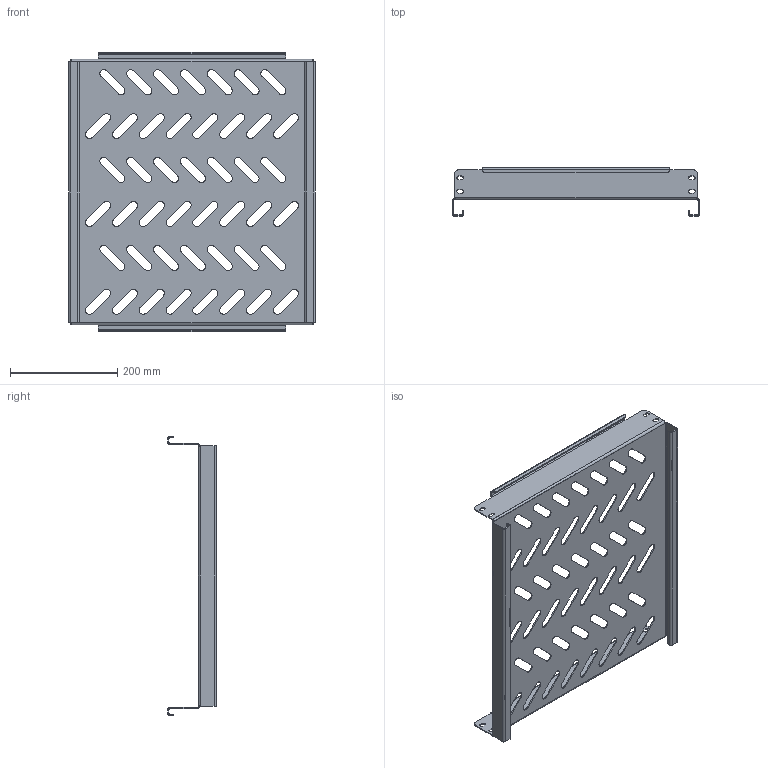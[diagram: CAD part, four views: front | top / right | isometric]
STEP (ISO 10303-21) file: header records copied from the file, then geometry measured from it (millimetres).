
FILE_DESCRIPTION (( 'STEP AP214' ), '1' );
FILE_NAME ('945.365.STEP', '2024-09-25T11:42:51', ( '' ), ( '' ), 'SwSTEP 2.0', 'SolidWorks 2021', '' );
FILE_SCHEMA (( 'AUTOMOTIVE_DESIGN' ));
Length unit declared in the file: millimetre
Products named in the file (1): 945.365
Bounding box: 460 x 90 x 520 mm (x, y, z)
Volume: 604498.9 mm3; surface area: 622144.6 mm2
Topology: 1 solids, 1 shells, 387 faces, 1067 edges, 682 vertices
Faces by surface type: cylinder 195, plane 184, bspline 8
Entity records: 12969 total; most frequent: CARTESIAN_POINT 2637, DIRECTION 2177, ORIENTED_EDGE 2134, EDGE_CURVE 1067, AXIS2_PLACEMENT_3D 770, VERTEX_POINT 682, LINE 637, VECTOR 637
